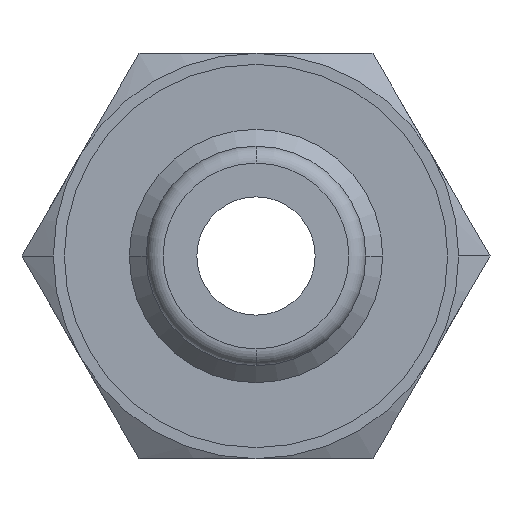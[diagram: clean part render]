
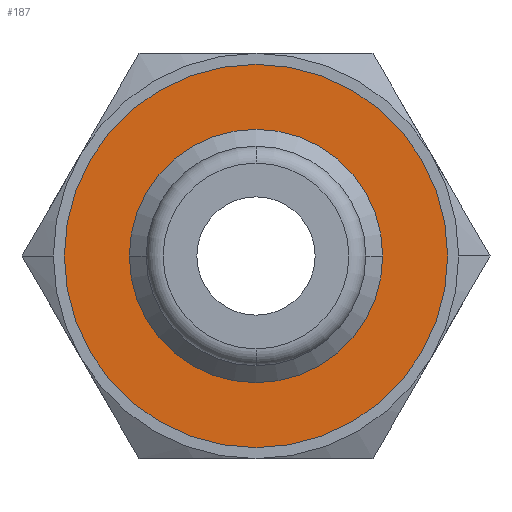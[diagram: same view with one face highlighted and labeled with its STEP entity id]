
A CAD part, front view. The second image highlights one B-rep face of the part: STEP entity #187.
In plain terms, the highlighted planar face has unit normal (0, -1, 0).
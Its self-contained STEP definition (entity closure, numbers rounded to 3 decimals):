
#187=ADVANCED_FACE('',(#374,#375),#376,.T.);
#374=FACE_OUTER_BOUND('',#553,.T.);
#375=FACE_BOUND('',#554,.T.);
#376=PLANE('',#555);
#553=EDGE_LOOP('',(#1004,#1005));
#554=EDGE_LOOP('',(#1006,#1007));
#555=AXIS2_PLACEMENT_3D('',#1008,#1009,#1010);
#1004=ORIENTED_EDGE('',*,*,#1097,.T.);
#1005=ORIENTED_EDGE('',*,*,#1013,.T.);
#1006=ORIENTED_EDGE('',*,*,#1149,.F.);
#1007=ORIENTED_EDGE('',*,*,#1132,.F.);
#1008=CARTESIAN_POINT('',(0.0,21.5,0.0));
#1009=DIRECTION('',(0.0,-1.0,0.0));
#1010=DIRECTION('',(-1.0,0.0,0.0));
#1013=EDGE_CURVE('',#1187,#1184,#1188,.T.);
#1097=EDGE_CURVE('',#1184,#1187,#1323,.T.);
#1132=EDGE_CURVE('',#1364,#1366,#1367,.T.);
#1149=EDGE_CURVE('',#1366,#1364,#1388,.T.);
#1184=VERTEX_POINT('',#1425);
#1187=VERTEX_POINT('',#1429);
#1188=CIRCLE('',#1430,11.35);
#1323=CIRCLE('',#1816,11.35);
#1364=VERTEX_POINT('',#1893);
#1366=VERTEX_POINT('',#1896);
#1367=CIRCLE('',#1897,7.5);
#1388=CIRCLE('',#1922,7.5);
#1425=CARTESIAN_POINT('',(11.35,21.5,0.0));
#1429=CARTESIAN_POINT('',(-11.35,21.5,0.));
#1430=AXIS2_PLACEMENT_3D('',#1964,#1965,#1966);
#1816=AXIS2_PLACEMENT_3D('',#2062,#2063,#2064);
#1893=CARTESIAN_POINT('',(7.5,21.5,0.));
#1896=CARTESIAN_POINT('',(-7.5,21.5,0.));
#1897=AXIS2_PLACEMENT_3D('',#2120,#2121,#2122);
#1922=AXIS2_PLACEMENT_3D('',#2142,#2143,#2144);
#1964=CARTESIAN_POINT('',(0.0,21.5,0.0));
#1965=DIRECTION('',(0.0,-1.0,0.0));
#1966=DIRECTION('',(1.0,0.0,0.0));
#2062=CARTESIAN_POINT('',(0.0,21.5,0.0));
#2063=DIRECTION('',(0.0,-1.0,0.0));
#2064=DIRECTION('',(1.0,0.0,0.0));
#2120=CARTESIAN_POINT('',(0.0,21.5,0.0));
#2121=DIRECTION('',(0.0,-1.0,0.0));
#2122=DIRECTION('',(1.0,0.0,0.0));
#2142=CARTESIAN_POINT('',(0.0,21.5,0.0));
#2143=DIRECTION('',(0.0,-1.0,0.0));
#2144=DIRECTION('',(1.0,0.0,0.0));
